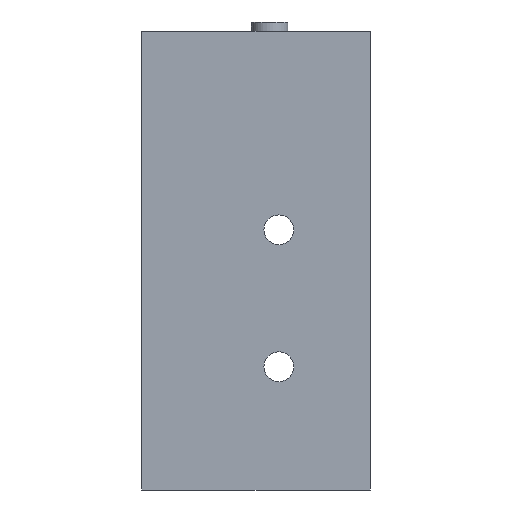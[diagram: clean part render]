
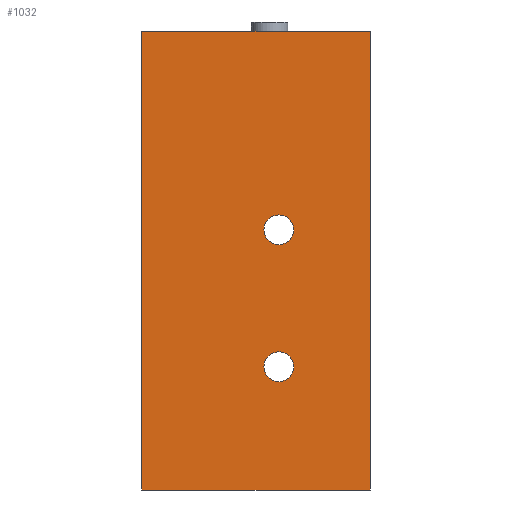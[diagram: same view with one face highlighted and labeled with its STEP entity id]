
A CAD part, front view. The second image highlights one B-rep face of the part: STEP entity #1032.
In plain terms, the highlighted planar face has unit normal (0, -1, 0).
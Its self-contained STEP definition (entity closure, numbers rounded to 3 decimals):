
#34=FACE_BOUND('',#222,.T.);
#35=FACE_BOUND('',#223,.T.);
#79=PLANE('',#1162);
#141=FACE_OUTER_BOUND('',#221,.T.);
#221=EDGE_LOOP('',(#915,#916,#917,#918));
#222=EDGE_LOOP('',(#919));
#223=EDGE_LOOP('',(#920));
#302=LINE('',#1736,#386);
#310=LINE('',#1751,#394);
#311=LINE('',#1753,#395);
#312=LINE('',#1754,#396);
#386=VECTOR('',#1450,10.);
#394=VECTOR('',#1462,10.);
#395=VECTOR('',#1465,10.);
#396=VECTOR('',#1466,10.);
#424=CIRCLE('',#1121,3.25);
#430=CIRCLE('',#1130,3.25);
#507=VERTEX_POINT('',#1662);
#513=VERTEX_POINT('',#1679);
#529=VERTEX_POINT('',#1733);
#530=VERTEX_POINT('',#1735);
#534=VERTEX_POINT('',#1747);
#535=VERTEX_POINT('',#1749);
#626=EDGE_CURVE('',#507,#507,#424,.T.);
#634=EDGE_CURVE('',#513,#513,#430,.T.);
#657=EDGE_CURVE('',#529,#530,#302,.T.);
#665=EDGE_CURVE('',#534,#535,#310,.T.);
#666=EDGE_CURVE('',#529,#534,#311,.T.);
#667=EDGE_CURVE('',#530,#535,#312,.T.);
#915=ORIENTED_EDGE('',*,*,#666,.T.);
#916=ORIENTED_EDGE('',*,*,#665,.T.);
#917=ORIENTED_EDGE('',*,*,#667,.F.);
#918=ORIENTED_EDGE('',*,*,#657,.F.);
#919=ORIENTED_EDGE('',*,*,#626,.T.);
#920=ORIENTED_EDGE('',*,*,#634,.T.);
#1032=ADVANCED_FACE('',(#141,#34,#35),#79,.T.);
#1121=AXIS2_PLACEMENT_3D('',#1664,#1362,#1363);
#1130=AXIS2_PLACEMENT_3D('',#1681,#1382,#1383);
#1162=AXIS2_PLACEMENT_3D('',#1752,#1463,#1464);
#1362=DIRECTION('center_axis',(0.,1.,0.));
#1363=DIRECTION('ref_axis',(1.,0.,0.));
#1382=DIRECTION('center_axis',(0.,1.,0.));
#1383=DIRECTION('ref_axis',(1.,0.,0.));
#1450=DIRECTION('',(0.,0.,1.));
#1462=DIRECTION('',(0.,0.,1.));
#1463=DIRECTION('center_axis',(0.,-1.,0.));
#1464=DIRECTION('ref_axis',(1.,0.,0.));
#1465=DIRECTION('',(1.,0.,0.));
#1466=DIRECTION('',(1.,0.,0.));
#1662=CARTESIAN_POINT('',(26.75,0.,57.));
#1664=CARTESIAN_POINT('Origin',(30.,0.,57.));
#1679=CARTESIAN_POINT('',(26.75,0.,27.));
#1681=CARTESIAN_POINT('Origin',(30.,0.,27.));
#1733=CARTESIAN_POINT('',(0.,0.,0.));
#1735=CARTESIAN_POINT('',(0.,0.,100.5));
#1736=CARTESIAN_POINT('',(0.,0.,0.));
#1747=CARTESIAN_POINT('',(50.,0.,0.));
#1749=CARTESIAN_POINT('',(50.,0.,100.5));
#1751=CARTESIAN_POINT('',(50.,0.,0.));
#1752=CARTESIAN_POINT('Origin',(0.,0.,0.));
#1753=CARTESIAN_POINT('',(0.,0.,0.));
#1754=CARTESIAN_POINT('',(0.,0.,100.5));
